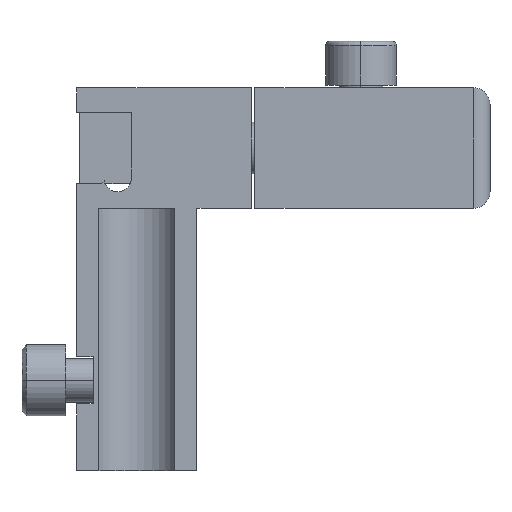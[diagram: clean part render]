
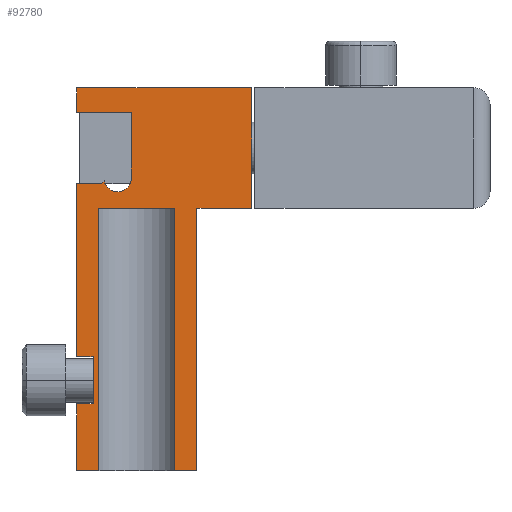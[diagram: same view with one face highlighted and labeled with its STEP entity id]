
A CAD part, front view. The second image highlights one B-rep face of the part: STEP entity #92780.
In plain terms, the highlighted planar face has unit normal (0, -1, 0).
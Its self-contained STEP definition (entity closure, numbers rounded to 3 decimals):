
#87680=CARTESIAN_POINT('',(10.,-11.,0.));
#87690=VERTEX_POINT('',#87680);
#87840=CARTESIAN_POINT('',(0.,-11.,0.));
#87850=VERTEX_POINT('',#87840);
#87880=CARTESIAN_POINT('',(0.,-11.,0.));
#87890=DIRECTION('',(-1.,0.,0.));
#87900=VECTOR('',#87890,1.);
#87910=LINE('',#87880,#87900);
#87920=EDGE_CURVE('',#87690,#87850,#87910,.T.);
#88080=CARTESIAN_POINT('',(-22.,-11.,-48.));
#88090=VERTEX_POINT('',#88080);
#88240=CARTESIAN_POINT('',(-22.,-11.,-35.8));
#88250=VERTEX_POINT('',#88240);
#88280=CARTESIAN_POINT('',(-22.,-11.,0.));
#88290=DIRECTION('',(0.,0.,1.));
#88300=VECTOR('',#88290,1.);
#88310=LINE('',#88280,#88300);
#88320=EDGE_CURVE('',#88090,#88250,#88310,.T.);
#88480=CARTESIAN_POINT('',(-17.449,-11.,4.5));
#88490=VERTEX_POINT('',#88480);
#88640=CARTESIAN_POINT('',(-16.949,-11.,5.));
#88650=VERTEX_POINT('',#88640);
#88680=CARTESIAN_POINT('',(-21.949,-11.,0.));
#88690=DIRECTION('',(0.707,0.,0.707));
#88700=VECTOR('',#88690,1.);
#88710=LINE('',#88680,#88700);
#88720=EDGE_CURVE('',#88490,#88650,#88710,.T.);
#89150=CARTESIAN_POINT('',(-12.,-11.,17.5));
#89160=VERTEX_POINT('',#89150);
#89190=CARTESIAN_POINT('',(-12.,-11.,0.));
#89200=DIRECTION('',(0.,0.,1.));
#89210=VECTOR('',#89200,1.);
#89220=LINE('',#89190,#89210);
#89230=CARTESIAN_POINT('',(-12.,-11.,5.5));
#89240=VERTEX_POINT('',#89230);
#89250=EDGE_CURVE('',#89240,#89160,#89220,.T.);
#91390=CARTESIAN_POINT('',(-22.,-11.,17.5));
#91400=VERTEX_POINT('',#91390);
#91430=CARTESIAN_POINT('',(0.,-11.,17.5));
#91440=DIRECTION('',(-1.,0.,0.));
#91450=VECTOR('',#91440,1.);
#91460=LINE('',#91430,#91450);
#91470=EDGE_CURVE('',#89160,#91400,#91460,.T.);
#91530=CARTESIAN_POINT('',(-22.32,-11.,-48.5));
#91540=DIRECTION('',(-0.,-1.,-0.));
#91550=DIRECTION('',(-1.,0.,0.));
#91560=AXIS2_PLACEMENT_3D('',#91530,#91540,#91550);
#91570=PLANE('',#91560);
#91580=CARTESIAN_POINT('',(0.,-11.,-48.));
#91590=DIRECTION('',(-1.,0.,0.));
#91600=VECTOR('',#91590,1.);
#91610=LINE('',#91580,#91600);
#91620=CARTESIAN_POINT('',(-17.93,-11.,-48.));
#91630=VERTEX_POINT('',#91620);
#91640=EDGE_CURVE('',#91630,#88090,#91610,.T.);
#91650=ORIENTED_EDGE('',*,*,#91640,.F.);
#91660=ORIENTED_EDGE('',*,*,#88320,.F.);
#91670=CARTESIAN_POINT('',(0.,-11.,-35.8));
#91680=DIRECTION('',(1.,0.,0.));
#91690=VECTOR('',#91680,1.);
#91700=LINE('',#91670,#91690);
#91710=CARTESIAN_POINT('',(-19.,-11.,-35.8));
#91720=VERTEX_POINT('',#91710);
#91730=EDGE_CURVE('',#88250,#91720,#91700,.T.);
#91740=ORIENTED_EDGE('',*,*,#91730,.F.);
#91750=CARTESIAN_POINT('',(-19.,-11.,0.));
#91760=DIRECTION('',(0.,0.,1.));
#91770=VECTOR('',#91760,1.);
#91780=LINE('',#91750,#91770);
#91790=CARTESIAN_POINT('',(-19.,-11.,-27.2));
#91800=VERTEX_POINT('',#91790);
#91810=EDGE_CURVE('',#91720,#91800,#91780,.T.);
#91820=ORIENTED_EDGE('',*,*,#91810,.F.);
#91830=CARTESIAN_POINT('',(0.,-11.,-27.2));
#91840=DIRECTION('',(-1.,0.,0.));
#91850=VECTOR('',#91840,1.);
#91860=LINE('',#91830,#91850);
#91870=CARTESIAN_POINT('',(-22.,-11.,-27.2));
#91880=VERTEX_POINT('',#91870);
#91890=EDGE_CURVE('',#91800,#91880,#91860,.T.);
#91900=ORIENTED_EDGE('',*,*,#91890,.F.);
#91910=CARTESIAN_POINT('',(-22.,-11.,0.));
#91920=DIRECTION('',(0.,0.,1.));
#91930=VECTOR('',#91920,1.);
#91940=LINE('',#91910,#91930);
#91950=CARTESIAN_POINT('',(-22.,-11.,4.5));
#91960=VERTEX_POINT('',#91950);
#91970=EDGE_CURVE('',#91880,#91960,#91940,.T.);
#91980=ORIENTED_EDGE('',*,*,#91970,.F.);
#91990=CARTESIAN_POINT('',(0.,-11.,4.5));
#92000=DIRECTION('',(1.,0.,0.));
#92010=VECTOR('',#92000,1.);
#92020=LINE('',#91990,#92010);
#92030=EDGE_CURVE('',#91960,#88490,#92020,.T.);
#92040=ORIENTED_EDGE('',*,*,#92030,.F.);
#92050=ORIENTED_EDGE('',*,*,#88720,.F.);
#92060=CARTESIAN_POINT('',(-14.5,-11.,5.5));
#92070=DIRECTION('',(0.,-1.,0.));
#92080=DIRECTION('',(-1.,0.,0.));
#92090=AXIS2_PLACEMENT_3D('',#92060,#92070,#92080);
#92100=CIRCLE('',#92090,2.5);
#92110=EDGE_CURVE('',#88650,#89240,#92100,.T.);
#92120=ORIENTED_EDGE('',*,*,#92110,.F.);
#92130=ORIENTED_EDGE('',*,*,#89250,.F.);
#92140=ORIENTED_EDGE('',*,*,#91470,.F.);
#92150=CARTESIAN_POINT('',(-22.,-11.,0.));
#92160=DIRECTION('',(0.,0.,1.));
#92170=VECTOR('',#92160,1.);
#92180=LINE('',#92150,#92170);
#92190=CARTESIAN_POINT('',(-22.,-11.,22.));
#92200=VERTEX_POINT('',#92190);
#92210=EDGE_CURVE('',#91400,#92200,#92180,.T.);
#92220=ORIENTED_EDGE('',*,*,#92210,.F.);
#92230=CARTESIAN_POINT('',(0.,-11.,22.));
#92240=DIRECTION('',(1.,0.,0.));
#92250=VECTOR('',#92240,1.);
#92260=LINE('',#92230,#92250);
#92270=CARTESIAN_POINT('',(10.,-11.,22.));
#92280=VERTEX_POINT('',#92270);
#92290=EDGE_CURVE('',#92200,#92280,#92260,.T.);
#92300=ORIENTED_EDGE('',*,*,#92290,.F.);
#92310=CARTESIAN_POINT('',(10.,-11.,0.));
#92320=DIRECTION('',(0.,0.,-1.));
#92330=VECTOR('',#92320,1.);
#92340=LINE('',#92310,#92330);
#92350=EDGE_CURVE('',#92280,#87690,#92340,.T.);
#92360=ORIENTED_EDGE('',*,*,#92350,.F.);
#92370=ORIENTED_EDGE('',*,*,#87920,.F.);
#92380=CARTESIAN_POINT('',(0.,-11.,0.));
#92390=DIRECTION('',(0.,0.,-1.));
#92400=VECTOR('',#92390,1.);
#92410=LINE('',#92380,#92400);
#92420=CARTESIAN_POINT('',(0.,-11.,-48.));
#92430=VERTEX_POINT('',#92420);
#92440=EDGE_CURVE('',#87850,#92430,#92410,.T.);
#92450=ORIENTED_EDGE('',*,*,#92440,.F.);
#92460=CARTESIAN_POINT('',(0.,-11.,-48.));
#92470=DIRECTION('',(-1.,0.,0.));
#92480=VECTOR('',#92470,1.);
#92490=LINE('',#92460,#92480);
#92500=CARTESIAN_POINT('',(-4.07,-11.,-48.));
#92510=VERTEX_POINT('',#92500);
#92520=EDGE_CURVE('',#92430,#92510,#92490,.T.);
#92530=ORIENTED_EDGE('',*,*,#92520,.F.);
#92540=CARTESIAN_POINT('',(-4.07,-11.,0.48));
#92550=DIRECTION('',(0.,0.,-1.));
#92560=VECTOR('',#92550,1.);
#92570=LINE('',#92540,#92560);
#92580=CARTESIAN_POINT('',(-4.07,-11.,0.));
#92590=VERTEX_POINT('',#92580);
#92600=EDGE_CURVE('',#92590,#92510,#92570,.T.);
#92610=ORIENTED_EDGE('',*,*,#92600,.T.);
#92620=CARTESIAN_POINT('',(0.,-11.,0.));
#92630=DIRECTION('',(1.,0.,0.));
#92640=VECTOR('',#92630,1.);
#92650=LINE('',#92620,#92640);
#92660=CARTESIAN_POINT('',(-17.93,-11.,0.));
#92670=VERTEX_POINT('',#92660);
#92680=EDGE_CURVE('',#92670,#92590,#92650,.T.);
#92690=ORIENTED_EDGE('',*,*,#92680,.T.);
#92700=CARTESIAN_POINT('',(-17.93,-11.,0.48));
#92710=DIRECTION('',(0.,0.,1.));
#92720=VECTOR('',#92710,1.);
#92730=LINE('',#92700,#92720);
#92740=EDGE_CURVE('',#91630,#92670,#92730,.T.);
#92750=ORIENTED_EDGE('',*,*,#92740,.T.);
#92760=EDGE_LOOP('',(#92750,#92690,#92610,#92530,#92450,#92370,#92360,
#92300,#92220,#92140,#92130,#92120,#92050,#92040,#91980,#91900,#91820,
#91740,#91660,#91650));
#92770=FACE_OUTER_BOUND('',#92760,.T.);
#92780=ADVANCED_FACE('',(#92770),#91570,.T.);
